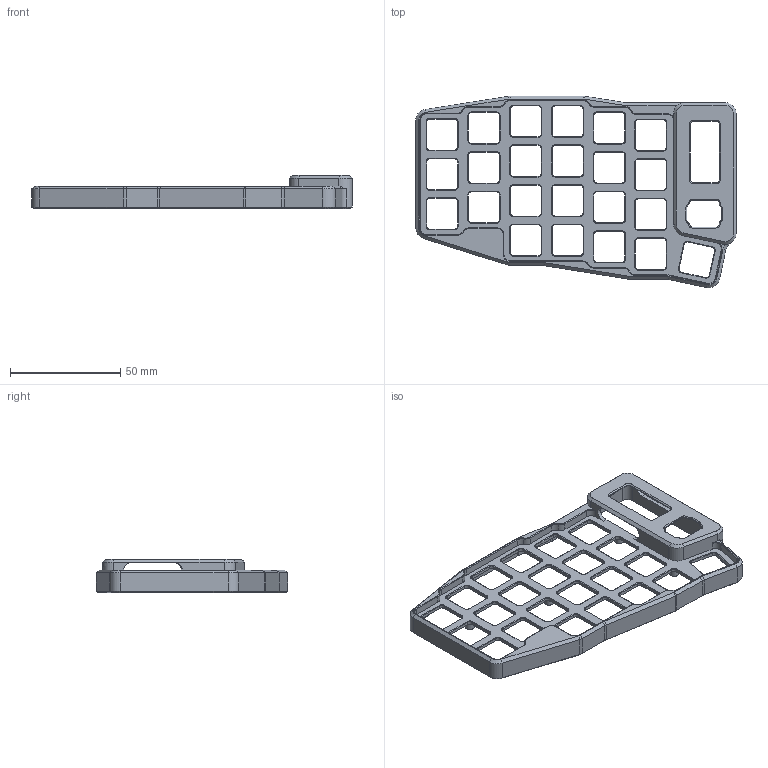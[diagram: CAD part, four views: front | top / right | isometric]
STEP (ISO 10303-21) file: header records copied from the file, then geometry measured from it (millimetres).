
FILE_DESCRIPTION(('HOOPS Exchange Step'),'2;1');
FILE_NAME('temp_export','2023-11-21T15:06:58+11:-30',('mobile'),('Shapr3D Limited'),'HOOPS Exchange 2023.2','Shapr3D','Authorized');
FILE_SCHEMA( ('AUTOMOTIVE_DESIGN { 1 0 10303 214 1 1 1 1 }') );
Length unit declared in the file: millimetre
Products named in the file (1): root
Bounding box: 145.46 x 87.02 x 15.05 mm (x, y, z)
Volume: 18656.3 mm3; surface area: 23390.3 mm2
Topology: 1 solids, 2 shells, 914 faces, 2336 edges, 1459 vertices
Faces by surface type: plane 456, cylinder 298, cone 160
Full cylindrical faces by diameter (mm): 1.65 x6, 4 x5
Entity records: 27598 total; most frequent: DIRECTION 4922, CARTESIAN_POINT 4764, ORIENTED_EDGE 4672, EDGE_CURVE 2336, AXIS2_PLACEMENT_3D 1685, VECTOR 1552, LINE 1552, VERTEX_POINT 1459
